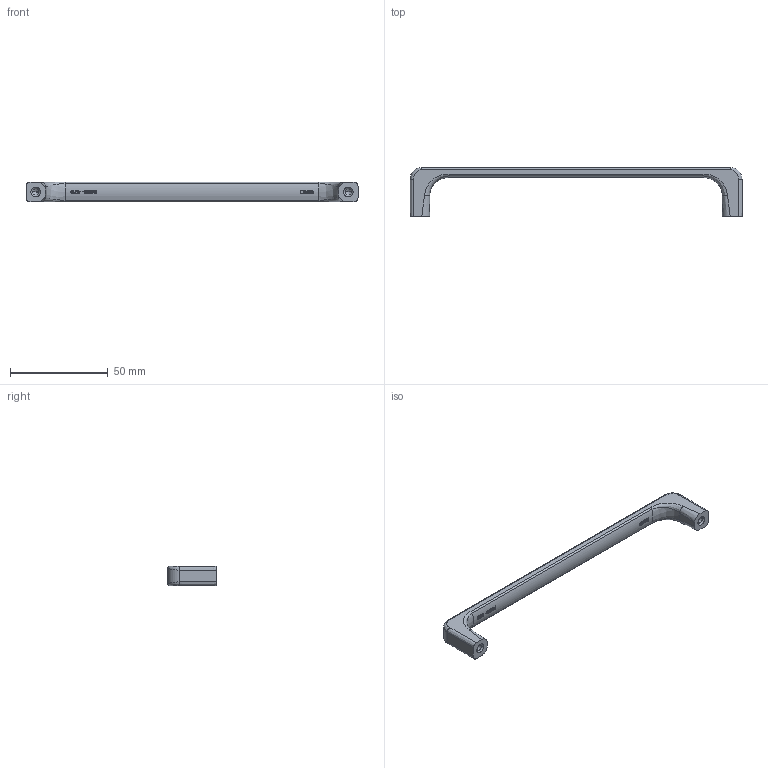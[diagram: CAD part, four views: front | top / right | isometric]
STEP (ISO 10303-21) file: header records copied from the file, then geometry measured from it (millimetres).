
FILE_DESCRIPTION(('Creo Elements/Direct Modeling STEP Export'),'2;1');
FILE_NAME('2563-170.stp','2021-09-08T13:59:06',(''),(''),'Creo Elements/Direct Modeling STEP processor for AP214 (Solid Model)','Creo Elements/Direct Modeling 20.0 12-Nov-2016 (C) Parametric Technology GmbH','');
FILE_SCHEMA(('AUTOMOTIVE_DESIGN { 1 0 10303 214 1 1 1 1 }'));
Length unit declared in the file: millimetre
Products named in the file (2): ZN-11462
Assembly tree (1 placements, depth 2):
  ZN-11462
    ZN-11462
Bounding box: 170 x 25 x 10 mm (x, y, z)
Volume: 11718.5 mm3; surface area: 6376.1 mm2
Topology: 1 solids, 1 shells, 588 faces, 1680 edges, 1110 vertices
Faces by surface type: plane 543, cylinder 19, bspline 18, cone 8
Entity records: 24149 total; most frequent: CARTESIAN_POINT 8514, ORIENTED_EDGE 3352, DIRECTION 3218, EDGE_CURVE 1676, VECTOR 1134, LINE 1134, VERTEX_POINT 1110, AXIS2_PLACEMENT_3D 1042
